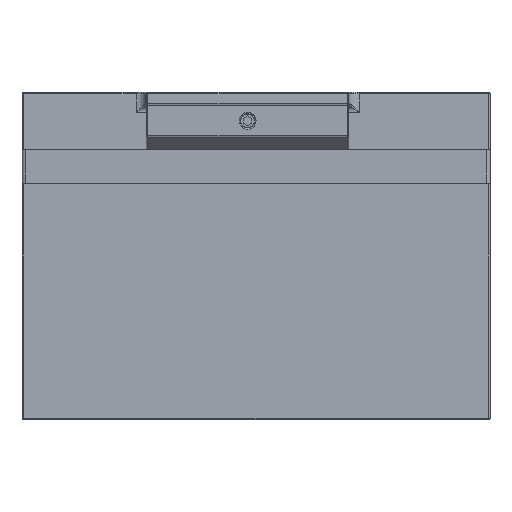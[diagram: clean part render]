
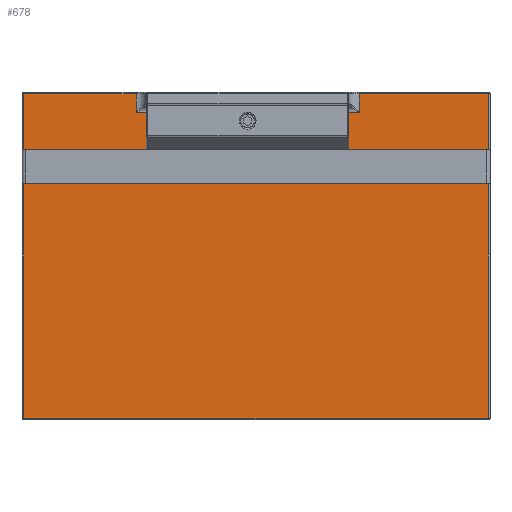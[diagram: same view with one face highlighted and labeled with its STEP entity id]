
A CAD part, front view. The second image highlights one B-rep face of the part: STEP entity #678.
In plain terms, the highlighted planar face has unit normal (0, -1, 0).
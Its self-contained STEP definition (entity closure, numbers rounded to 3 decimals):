
#86 = ORIENTED_EDGE ( 'NONE', *, *, #740, .T. ) ;
#210 = ORIENTED_EDGE ( 'NONE', *, *, #2305, .T. ) ;
#243 = VECTOR ( 'NONE', #2932, 1000. ) ;
#336 = EDGE_CURVE ( 'NONE', #1003, #389, #3338, .T. ) ;
#389 = VERTEX_POINT ( 'NONE', #1943 ) ;
#399 = VERTEX_POINT ( 'NONE', #568 ) ;
#568 = CARTESIAN_POINT ( 'NONE',  ( 29.373, 91.607, 133.91 ) ) ;
#593 = LINE ( 'NONE', #2451, #1755 ) ;
#676 = EDGE_LOOP ( 'NONE', ( #3486, #210, #1628, #5013, #3465, #86, #4384, #3110 ) ) ;
#678 = ADVANCED_FACE ( 'NONE', ( #1037 ), #5304, .T. ) ;
#740 = EDGE_CURVE ( 'NONE', #399, #2766, #1545, .T. ) ;
#804 = AXIS2_PLACEMENT_3D ( 'NONE', #2578, #5723, #3458 ) ;
#868 = CARTESIAN_POINT ( 'NONE',  ( 95.373, 91.607, 133.91 ) ) ;
#897 = CARTESIAN_POINT ( 'NONE',  ( -3.877, 91.607, 139.41 ) ) ;
#1003 = VERTEX_POINT ( 'NONE', #897 ) ;
#1037 = FACE_OUTER_BOUND ( 'NONE', #676, .T. ) ;
#1142 = CARTESIAN_POINT ( 'NONE',  ( 95.373, 91.607, 139.41 ) ) ;
#1306 = CARTESIAN_POINT ( 'NONE',  ( 133.623, 91.607, 43.41 ) ) ;
#1356 = EDGE_CURVE ( 'NONE', #389, #3355, #3830, .T. ) ;
#1522 = LINE ( 'NONE', #2855, #3602 ) ;
#1545 = LINE ( 'NONE', #2127, #243 ) ;
#1628 = ORIENTED_EDGE ( 'NONE', *, *, #5144, .T. ) ;
#1715 = EDGE_CURVE ( 'NONE', #2766, #1003, #593, .T. ) ;
#1755 = VECTOR ( 'NONE', #2435, 1000. ) ;
#1855 = DIRECTION ( 'NONE',  ( 0., 0., -1. ) ) ;
#1943 = CARTESIAN_POINT ( 'NONE',  ( -3.877, 91.607, 43.41 ) ) ;
#1965 = VECTOR ( 'NONE', #5053, 1000. ) ;
#2006 = LINE ( 'NONE', #5711, #4710 ) ;
#2081 = VERTEX_POINT ( 'NONE', #868 ) ;
#2127 = CARTESIAN_POINT ( 'NONE',  ( 29.373, 91.607, 139.91 ) ) ;
#2174 = VERTEX_POINT ( 'NONE', #3737 ) ;
#2305 = EDGE_CURVE ( 'NONE', #3355, #2174, #2006, .T. ) ;
#2435 = DIRECTION ( 'NONE',  ( -1., 0., 0. ) ) ;
#2451 = CARTESIAN_POINT ( 'NONE',  ( 134.123, 91.607, 139.41 ) ) ;
#2453 = CARTESIAN_POINT ( 'NONE',  ( 134.123, 91.607, 43.41 ) ) ;
#2578 = CARTESIAN_POINT ( 'NONE',  ( 134.123, 91.607, 139.91 ) ) ;
#2766 = VERTEX_POINT ( 'NONE', #4064 ) ;
#2855 = CARTESIAN_POINT ( 'NONE',  ( 134.123, 91.607, 139.41 ) ) ;
#2932 = DIRECTION ( 'NONE',  ( 0., 0., 1. ) ) ;
#3110 = ORIENTED_EDGE ( 'NONE', *, *, #336, .T. ) ;
#3338 = LINE ( 'NONE', #5027, #1965 ) ;
#3355 = VERTEX_POINT ( 'NONE', #1306 ) ;
#3458 = DIRECTION ( 'NONE',  ( 0., 0., -1. ) ) ;
#3465 = ORIENTED_EDGE ( 'NONE', *, *, #3540, .T. ) ;
#3486 = ORIENTED_EDGE ( 'NONE', *, *, #1356, .T. ) ;
#3540 = EDGE_CURVE ( 'NONE', #2081, #399, #4769, .T. ) ;
#3574 = VECTOR ( 'NONE', #5159, 1000. ) ;
#3602 = VECTOR ( 'NONE', #4204, 1000. ) ;
#3737 = CARTESIAN_POINT ( 'NONE',  ( 133.623, 91.607, 139.41 ) ) ;
#3761 = CARTESIAN_POINT ( 'NONE',  ( 134.123, 91.607, 133.91 ) ) ;
#3830 = LINE ( 'NONE', #2453, #5888 ) ;
#4064 = CARTESIAN_POINT ( 'NONE',  ( 29.373, 91.607, 139.41 ) ) ;
#4088 = CARTESIAN_POINT ( 'NONE',  ( 95.373, 91.607, 139.91 ) ) ;
#4101 = VERTEX_POINT ( 'NONE', #1142 ) ;
#4158 = LINE ( 'NONE', #4088, #4303 ) ;
#4204 = DIRECTION ( 'NONE',  ( -1., 0., 0. ) ) ;
#4303 = VECTOR ( 'NONE', #1855, 1000. ) ;
#4384 = ORIENTED_EDGE ( 'NONE', *, *, #1715, .T. ) ;
#4710 = VECTOR ( 'NONE', #5775, 1000. ) ;
#4769 = LINE ( 'NONE', #3761, #3574 ) ;
#5013 = ORIENTED_EDGE ( 'NONE', *, *, #5036, .T. ) ;
#5027 = CARTESIAN_POINT ( 'NONE',  ( -3.877, 91.607, 42.91 ) ) ;
#5036 = EDGE_CURVE ( 'NONE', #4101, #2081, #4158, .T. ) ;
#5053 = DIRECTION ( 'NONE',  ( 0., 0., -1. ) ) ;
#5128 = DIRECTION ( 'NONE',  ( 1., 0., 0. ) ) ;
#5144 = EDGE_CURVE ( 'NONE', #2174, #4101, #1522, .T. ) ;
#5159 = DIRECTION ( 'NONE',  ( -1., 0., 0. ) ) ;
#5304 = PLANE ( 'NONE',  #804 ) ;
#5711 = CARTESIAN_POINT ( 'NONE',  ( 133.623, 91.607, 139.91 ) ) ;
#5723 = DIRECTION ( 'NONE',  ( 0., -1., 0. ) ) ;
#5775 = DIRECTION ( 'NONE',  ( 0., 0., 1. ) ) ;
#5888 = VECTOR ( 'NONE', #5128, 1000. ) ;
